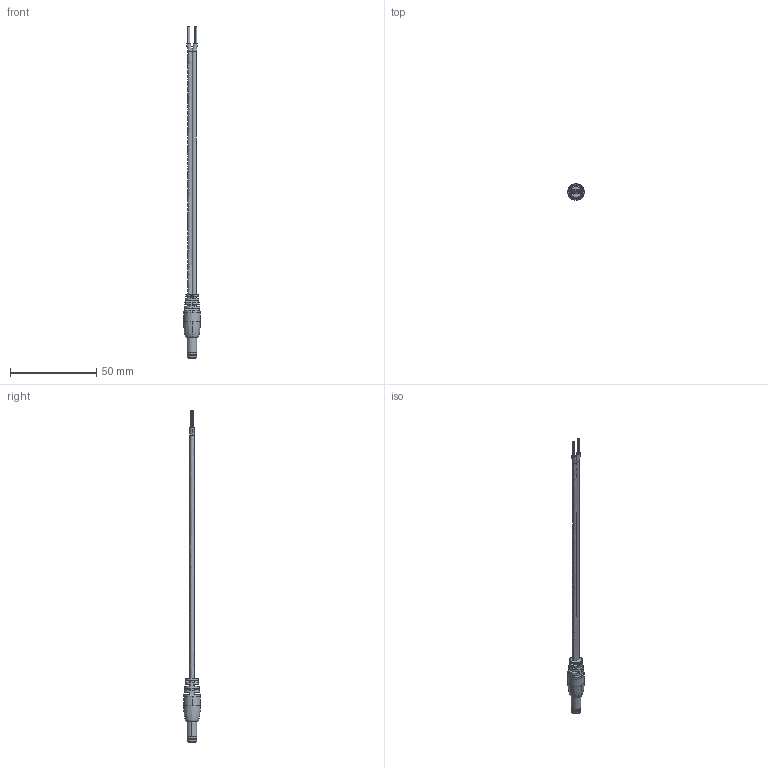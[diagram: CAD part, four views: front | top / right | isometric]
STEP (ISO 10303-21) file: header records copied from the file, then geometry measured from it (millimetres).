
FILE_DESCRIPTION (( 'STEP AP203' ), '1' );
FILE_NAME ('10-02388.STEP', '2016-11-29T17:38:52', ( '' ), ( '' ), 'SwSTEP 2.0', 'SolidWorks 2015', '' );
FILE_SCHEMA (( 'CONFIG_CONTROL_DESIGN' ));
Length unit declared in the file: millimetre
Products named in the file (7): 10-02388; 50-00026 shell; 50-00026 contact; 50-00026 insulator; 24-00003; 50-00026; 30-00440
Assembly tree (6 placements, depth 3):
  10-02388
    30-00440
    24-00003
    50-00026
      50-00026 shell
      50-00026 contact
      50-00026 insulator
Bounding box: 9.6 x 9.6 x 192.68 mm (x, y, z)
Volume: 3405.3 mm3; surface area: 11599.2 mm2
Topology: 67 solids, 67 shells, 775 faces, 1670 edges, 1096 vertices
Faces by surface type: plane 332, cylinder 279, bspline 116, torus 24, cone 24
Entity records: 24926 total; most frequent: CARTESIAN_POINT 7731, DIRECTION 3382, ORIENTED_EDGE 3340, EDGE_CURVE 1670, AXIS2_PLACEMENT_3D 1368, VERTEX_POINT 1096, EDGE_LOOP 848, ADVANCED_FACE 775
